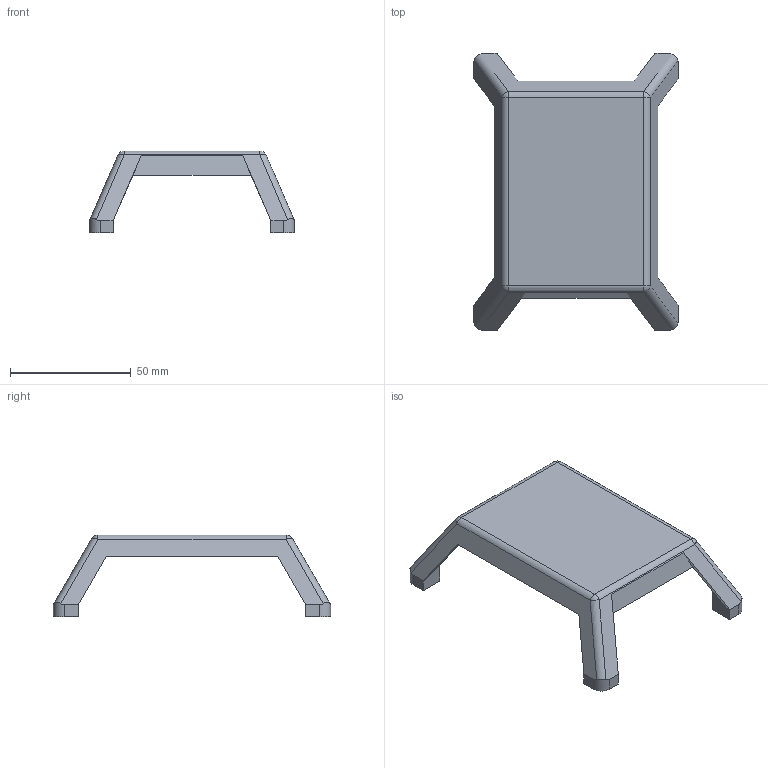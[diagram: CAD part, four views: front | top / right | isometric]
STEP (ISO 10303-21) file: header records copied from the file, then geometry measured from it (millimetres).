
FILE_DESCRIPTION(/* description */ (''),/* implementation_level */ '2;1');
FILE_NAME(/* name */ 'Hood.step',/* time_stamp */ '2022-07-30T11:58:53+05:30',/* author */ (''),/* organization */ (''),/* preprocessor_version */ 'ST-DEVELOPER v19',/* originating_system */ 'Autodesk Translation Framework v11.7.0.108',/* authorisation */ '');
FILE_SCHEMA (('AUTOMOTIVE_DESIGN { 1 0 10303 214 3 1 1 }'));
Length unit declared in the file: millimetre
Products named in the file (1): Elevated Platform
Bounding box: 85 x 115 x 34 mm (x, y, z)
Volume: 20770.4 mm3; surface area: 20085 mm2
Topology: 1 solids, 1 shells, 69 faces, 169 edges, 106 vertices
Faces by surface type: plane 49, cylinder 16, sphere 4
Full cylindrical faces by diameter (mm): 3.6 x4
Entity records: 2071 total; most frequent: CARTESIAN_POINT 389, ORIENTED_EDGE 338, DIRECTION 337, EDGE_CURVE 169, LINE 133, VECTOR 133, VERTEX_POINT 106, AXIS2_PLACEMENT_3D 102
